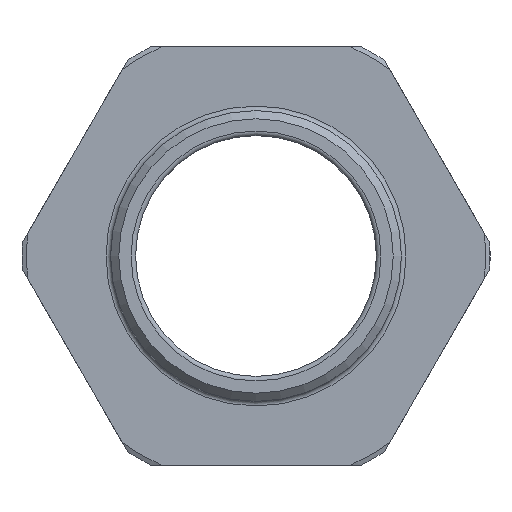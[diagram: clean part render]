
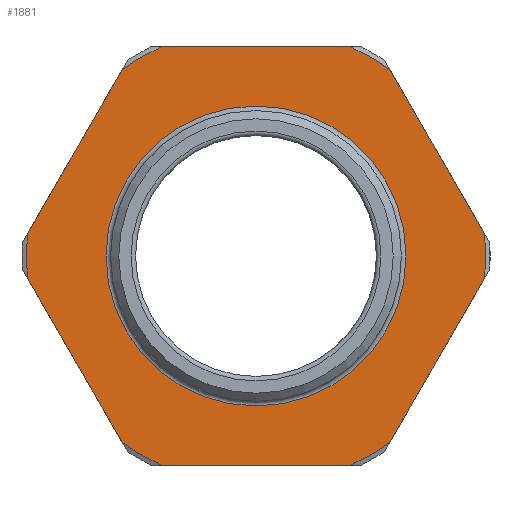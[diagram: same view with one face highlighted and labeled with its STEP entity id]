
A CAD part, left-side view. The second image highlights one B-rep face of the part: STEP entity #1881.
In plain terms, the highlighted planar face has unit normal (-1, 0, 0).
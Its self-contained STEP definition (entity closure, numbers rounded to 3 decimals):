
#104=FACE_BOUND('',#468,.T.);
#134=CIRCLE('',#2106,25.25);
#135=CIRCLE('',#2108,25.25);
#138=CIRCLE('',#2112,25.25);
#140=CIRCLE('',#2115,25.25);
#142=CIRCLE('',#2118,25.25);
#143=CIRCLE('',#2120,25.25);
#148=CIRCLE('',#2127,16.5);
#149=CIRCLE('',#2128,16.5);
#363=FACE_OUTER_BOUND('',#467,.T.);
#467=EDGE_LOOP('',(#1303,#1304,#1305,#1306,#1307,#1308,#1309,#1310,#1311,
#1312,#1313,#1314));
#468=EDGE_LOOP('',(#1315,#1316));
#572=LINE('',#3093,#645);
#575=LINE('',#3123,#648);
#578=LINE('',#3153,#651);
#581=LINE('',#3183,#654);
#584=LINE('',#3203,#657);
#587=LINE('',#3246,#660);
#645=VECTOR('',#2401,10.);
#648=VECTOR('',#2406,10.);
#651=VECTOR('',#2411,10.);
#654=VECTOR('',#2416,10.);
#657=VECTOR('',#2421,10.);
#660=VECTOR('',#2426,10.);
#730=VERTEX_POINT('',#3090);
#731=VERTEX_POINT('',#3092);
#734=VERTEX_POINT('',#3120);
#735=VERTEX_POINT('',#3122);
#738=VERTEX_POINT('',#3150);
#739=VERTEX_POINT('',#3152);
#742=VERTEX_POINT('',#3180);
#743=VERTEX_POINT('',#3182);
#746=VERTEX_POINT('',#3200);
#747=VERTEX_POINT('',#3202);
#751=VERTEX_POINT('',#3243);
#752=VERTEX_POINT('',#3245);
#755=VERTEX_POINT('',#3273);
#756=VERTEX_POINT('',#3274);
#940=EDGE_CURVE('',#731,#730,#572,.T.);
#944=EDGE_CURVE('',#735,#734,#575,.T.);
#948=EDGE_CURVE('',#739,#738,#578,.T.);
#952=EDGE_CURVE('',#743,#742,#581,.T.);
#956=EDGE_CURVE('',#747,#746,#584,.T.);
#961=EDGE_CURVE('',#752,#751,#587,.T.);
#964=EDGE_CURVE('',#752,#746,#134,.T.);
#965=EDGE_CURVE('',#739,#742,#135,.T.);
#968=EDGE_CURVE('',#747,#738,#138,.T.);
#970=EDGE_CURVE('',#743,#734,#140,.T.);
#972=EDGE_CURVE('',#735,#730,#142,.T.);
#973=EDGE_CURVE('',#731,#751,#143,.T.);
#978=EDGE_CURVE('',#755,#756,#148,.T.);
#979=EDGE_CURVE('',#756,#755,#149,.T.);
#1303=ORIENTED_EDGE('',*,*,#940,.T.);
#1304=ORIENTED_EDGE('',*,*,#972,.F.);
#1305=ORIENTED_EDGE('',*,*,#944,.T.);
#1306=ORIENTED_EDGE('',*,*,#970,.F.);
#1307=ORIENTED_EDGE('',*,*,#952,.T.);
#1308=ORIENTED_EDGE('',*,*,#965,.F.);
#1309=ORIENTED_EDGE('',*,*,#948,.T.);
#1310=ORIENTED_EDGE('',*,*,#968,.F.);
#1311=ORIENTED_EDGE('',*,*,#956,.T.);
#1312=ORIENTED_EDGE('',*,*,#964,.F.);
#1313=ORIENTED_EDGE('',*,*,#961,.T.);
#1314=ORIENTED_EDGE('',*,*,#973,.F.);
#1315=ORIENTED_EDGE('',*,*,#978,.T.);
#1316=ORIENTED_EDGE('',*,*,#979,.T.);
#1841=PLANE('',#2126);
#1881=ADVANCED_FACE('',(#363,#104),#1841,.T.);
#2106=AXIS2_PLACEMENT_3D('',#3250,#2432,#2433);
#2108=AXIS2_PLACEMENT_3D('',#3252,#2436,#2437);
#2112=AXIS2_PLACEMENT_3D('',#3256,#2444,#2445);
#2115=AXIS2_PLACEMENT_3D('',#3259,#2450,#2451);
#2118=AXIS2_PLACEMENT_3D('',#3262,#2456,#2457);
#2120=AXIS2_PLACEMENT_3D('',#3264,#2460,#2461);
#2126=AXIS2_PLACEMENT_3D('',#3272,#2472,#2473);
#2127=AXIS2_PLACEMENT_3D('',#3275,#2474,#2475);
#2128=AXIS2_PLACEMENT_3D('',#3276,#2476,#2477);
#2401=DIRECTION('',(0.,-0.5,-0.866));
#2406=DIRECTION('',(0.,-1.,0.));
#2411=DIRECTION('',(0.,0.5,0.866));
#2416=DIRECTION('',(0.,-0.5,0.866));
#2421=DIRECTION('',(0.,1.,0.));
#2426=DIRECTION('',(0.,0.5,-0.866));
#2432=DIRECTION('center_axis',(1.,0.,0.));
#2433=DIRECTION('ref_axis',(0.,0.,-1.));
#2436=DIRECTION('center_axis',(1.,0.,0.));
#2437=DIRECTION('ref_axis',(0.,0.,-1.));
#2444=DIRECTION('center_axis',(1.,0.,0.));
#2445=DIRECTION('ref_axis',(0.,0.,-1.));
#2450=DIRECTION('center_axis',(1.,0.,0.));
#2451=DIRECTION('ref_axis',(0.,0.,-1.));
#2456=DIRECTION('center_axis',(1.,0.,0.));
#2457=DIRECTION('ref_axis',(0.,0.,-1.));
#2460=DIRECTION('center_axis',(1.,0.,0.));
#2461=DIRECTION('ref_axis',(0.,0.,-1.));
#2472=DIRECTION('center_axis',(-1.,0.,0.));
#2473=DIRECTION('ref_axis',(0.,0.,1.));
#2474=DIRECTION('center_axis',(1.,0.,0.));
#2475=DIRECTION('ref_axis',(0.,0.,-1.));
#2476=DIRECTION('center_axis',(1.,0.,0.));
#2477=DIRECTION('ref_axis',(0.,0.,-1.));
#3090=CARTESIAN_POINT('',(1.78,14.709,-20.523));
#3092=CARTESIAN_POINT('',(1.78,25.128,-2.477));
#3093=CARTESIAN_POINT('',(1.78,25.68,-1.522));
#3120=CARTESIAN_POINT('',(1.78,-10.419,-23.));
#3122=CARTESIAN_POINT('',(1.78,10.419,-23.));
#3123=CARTESIAN_POINT('',(1.78,17.835,-23.));
#3150=CARTESIAN_POINT('',(1.78,-14.709,20.523));
#3152=CARTESIAN_POINT('',(1.78,-25.128,2.477));
#3153=CARTESIAN_POINT('',(1.78,-19.367,12.455));
#3180=CARTESIAN_POINT('',(1.78,-25.128,-2.477));
#3182=CARTESIAN_POINT('',(1.78,-14.709,-20.523));
#3183=CARTESIAN_POINT('',(1.78,-14.158,-21.478));
#3200=CARTESIAN_POINT('',(1.78,10.419,23.));
#3202=CARTESIAN_POINT('',(1.78,-10.419,23.));
#3203=CARTESIAN_POINT('',(1.78,7.415,23.));
#3243=CARTESIAN_POINT('',(1.78,25.128,2.477));
#3245=CARTESIAN_POINT('',(1.78,14.709,20.523));
#3246=CARTESIAN_POINT('',(1.78,20.47,10.545));
#3250=CARTESIAN_POINT('Origin',(1.78,0.,0.));
#3252=CARTESIAN_POINT('Origin',(1.78,0.,0.));
#3256=CARTESIAN_POINT('Origin',(1.78,0.,0.));
#3259=CARTESIAN_POINT('Origin',(1.78,0.,0.));
#3262=CARTESIAN_POINT('Origin',(1.78,0.,0.));
#3264=CARTESIAN_POINT('Origin',(1.78,0.,0.));
#3272=CARTESIAN_POINT('Origin',(1.78,25.25,0.));
#3273=CARTESIAN_POINT('',(1.78,16.5,0.));
#3274=CARTESIAN_POINT('',(1.78,0.,16.5));
#3275=CARTESIAN_POINT('Origin',(1.78,0.,0.));
#3276=CARTESIAN_POINT('Origin',(1.78,0.,0.));
